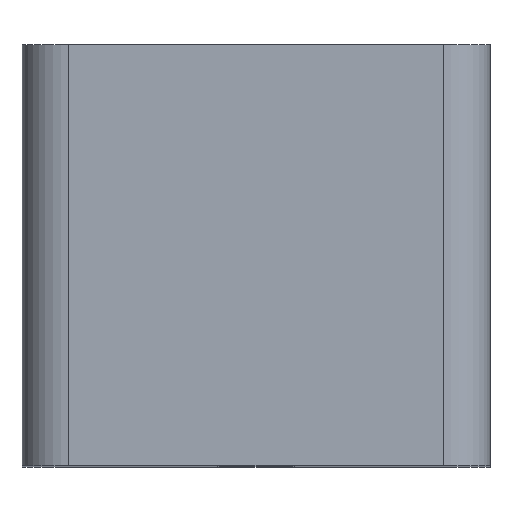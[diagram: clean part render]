
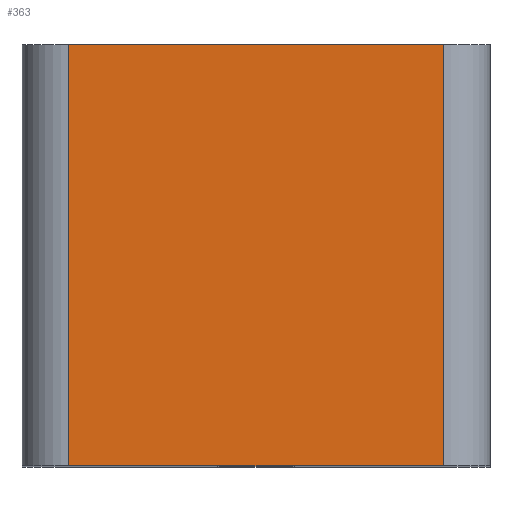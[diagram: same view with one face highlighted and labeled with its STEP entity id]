
A CAD part, top view. The second image highlights one B-rep face of the part: STEP entity #363.
In plain terms, the highlighted planar face has unit normal (0, 0, 1).
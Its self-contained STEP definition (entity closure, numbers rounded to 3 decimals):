
#42 = VECTOR ( 'NONE', #590, 1000. ) ;
#59 = DIRECTION ( 'NONE',  ( 0., 1., 0. ) ) ;
#90 = CARTESIAN_POINT ( 'NONE',  ( -10., 9., 19.8 ) ) ;
#113 = VERTEX_POINT ( 'NONE', #151 ) ;
#151 = CARTESIAN_POINT ( 'NONE',  ( -8., -9., 19.8 ) ) ;
#221 = PLANE ( 'NONE',  #270 ) ;
#224 = LINE ( 'NONE', #794, #42 ) ;
#258 = VERTEX_POINT ( 'NONE', #599 ) ;
#270 = AXIS2_PLACEMENT_3D ( 'NONE', #290, #543, #716 ) ;
#290 = CARTESIAN_POINT ( 'NONE',  ( 0., 0., 19.8 ) ) ;
#302 = ORIENTED_EDGE ( 'NONE', *, *, #683, .T. ) ;
#304 = EDGE_CURVE ( 'NONE', #562, #258, #517, .T. ) ;
#320 = VECTOR ( 'NONE', #604, 1000. ) ;
#345 = CARTESIAN_POINT ( 'NONE',  ( -8., 0., 19.8 ) ) ;
#363 = ADVANCED_FACE ( 'NONE', ( #482 ), #221, .T. ) ;
#427 = EDGE_LOOP ( 'NONE', ( #302, #474, #687, #457 ) ) ;
#457 = ORIENTED_EDGE ( 'NONE', *, *, #304, .T. ) ;
#474 = ORIENTED_EDGE ( 'NONE', *, *, #626, .T. ) ;
#482 = FACE_OUTER_BOUND ( 'NONE', #427, .T. ) ;
#499 = CARTESIAN_POINT ( 'NONE',  ( 8., -9., 19.8 ) ) ;
#517 = LINE ( 'NONE', #688, #766 ) ;
#539 = EDGE_CURVE ( 'NONE', #113, #562, #224, .T. ) ;
#543 = DIRECTION ( 'NONE',  ( 0., 0., 1. ) ) ;
#562 = VERTEX_POINT ( 'NONE', #499 ) ;
#590 = DIRECTION ( 'NONE',  ( 1., 0., 0. ) ) ;
#594 = CARTESIAN_POINT ( 'NONE',  ( -8., 9., 19.8 ) ) ;
#599 = CARTESIAN_POINT ( 'NONE',  ( 8., 9., 19.8 ) ) ;
#604 = DIRECTION ( 'NONE',  ( -1., 0., 0. ) ) ;
#626 = EDGE_CURVE ( 'NONE', #714, #113, #801, .T. ) ;
#646 = DIRECTION ( 'NONE',  ( 0., -1., 0. ) ) ;
#648 = VECTOR ( 'NONE', #646, 1000. ) ;
#683 = EDGE_CURVE ( 'NONE', #258, #714, #686, .T. ) ;
#686 = LINE ( 'NONE', #90, #320 ) ;
#687 = ORIENTED_EDGE ( 'NONE', *, *, #539, .T. ) ;
#688 = CARTESIAN_POINT ( 'NONE',  ( 8., 0., 19.8 ) ) ;
#714 = VERTEX_POINT ( 'NONE', #594 ) ;
#716 = DIRECTION ( 'NONE',  ( 1., 0., 0. ) ) ;
#766 = VECTOR ( 'NONE', #59, 1000. ) ;
#794 = CARTESIAN_POINT ( 'NONE',  ( -10., -9., 19.8 ) ) ;
#801 = LINE ( 'NONE', #345, #648 ) ;
